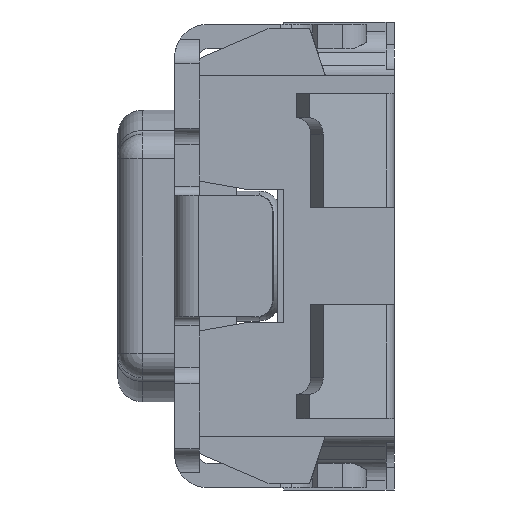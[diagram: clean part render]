
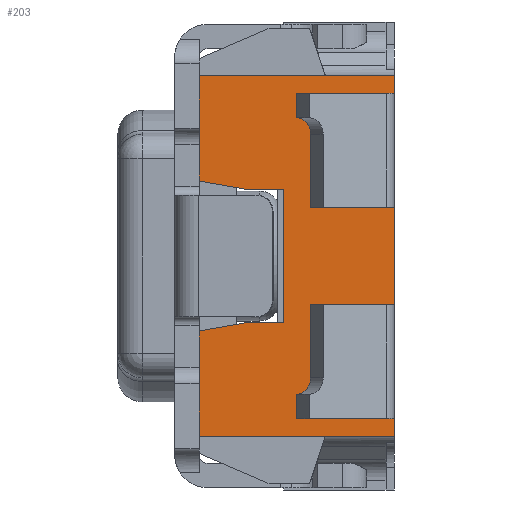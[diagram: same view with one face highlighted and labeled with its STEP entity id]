
A CAD part, left-side view. The second image highlights one B-rep face of the part: STEP entity #203.
In plain terms, the highlighted planar face has unit normal (-1, 0, 0).
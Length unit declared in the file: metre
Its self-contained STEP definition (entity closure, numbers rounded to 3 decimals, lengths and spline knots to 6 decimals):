
#203 = ADVANCED_FACE( '', ( #795 ), #796, .F. );
#795 = FACE_OUTER_BOUND( '', #1676, .T. );
#796 = PLANE( '', #1677 );
#1676 = EDGE_LOOP( '', ( #3579, #3580, #3581, #3582, #3583, #3584, #3585, #3586, #3587, #3588, #3589, #3590, #3591, #3592, #3593, #3594, #3595, #3596, #3597, #3598 ) );
#1677 = AXIS2_PLACEMENT_3D( '', #3599, #3600, #3601 );
#3579 = ORIENTED_EDGE( '', *, *, #6740, .T. );
#3580 = ORIENTED_EDGE( '', *, *, #6741, .T. );
#3581 = ORIENTED_EDGE( '', *, *, #6742, .T. );
#3582 = ORIENTED_EDGE( '', *, *, #6743, .T. );
#3583 = ORIENTED_EDGE( '', *, *, #6717, .T. );
#3584 = ORIENTED_EDGE( '', *, *, #6744, .T. );
#3585 = ORIENTED_EDGE( '', *, *, #6745, .T. );
#3586 = ORIENTED_EDGE( '', *, *, #6746, .T. );
#3587 = ORIENTED_EDGE( '', *, *, #6747, .T. );
#3588 = ORIENTED_EDGE( '', *, *, #6748, .T. );
#3589 = ORIENTED_EDGE( '', *, *, #6749, .T. );
#3590 = ORIENTED_EDGE( '', *, *, #6750, .T. );
#3591 = ORIENTED_EDGE( '', *, *, #6751, .T. );
#3592 = ORIENTED_EDGE( '', *, *, #6752, .T. );
#3593 = ORIENTED_EDGE( '', *, *, #6753, .T. );
#3594 = ORIENTED_EDGE( '', *, *, #6754, .T. );
#3595 = ORIENTED_EDGE( '', *, *, #6755, .T. );
#3596 = ORIENTED_EDGE( '', *, *, #6756, .T. );
#3597 = ORIENTED_EDGE( '', *, *, #6757, .T. );
#3598 = ORIENTED_EDGE( '', *, *, #6090, .T. );
#3599 = CARTESIAN_POINT( '', ( 0.418787, 0.057866, 0.044595 ) );
#3600 = DIRECTION( '', ( 1., 0., 0. ) );
#3601 = DIRECTION( '', ( 0., 1., 0. ) );
#6090 = EDGE_CURVE( '', #7392, #7397, #7399, .T. );
#6717 = EDGE_CURVE( '', #8531, #8139, #8532, .T. );
#6740 = EDGE_CURVE( '', #7397, #8572, #8573, .T. );
#6741 = EDGE_CURVE( '', #8572, #8574, #8575, .T. );
#6742 = EDGE_CURVE( '', #8574, #8576, #8577, .T. );
#6743 = EDGE_CURVE( '', #8576, #8531, #8578, .T. );
#6744 = EDGE_CURVE( '', #8139, #8579, #8580, .T. );
#6745 = EDGE_CURVE( '', #8579, #8581, #8582, .T. );
#6746 = EDGE_CURVE( '', #8581, #8583, #8584, .T. );
#6747 = EDGE_CURVE( '', #8583, #8585, #8586, .T. );
#6748 = EDGE_CURVE( '', #8585, #8587, #8588, .T. );
#6749 = EDGE_CURVE( '', #8587, #8589, #8590, .T. );
#6750 = EDGE_CURVE( '', #8589, #8591, #8592, .T. );
#6751 = EDGE_CURVE( '', #8591, #8593, #8594, .T. );
#6752 = EDGE_CURVE( '', #8593, #8595, #8596, .T. );
#6753 = EDGE_CURVE( '', #8595, #8597, #8598, .T. );
#6754 = EDGE_CURVE( '', #8597, #8599, #8600, .T. );
#6755 = EDGE_CURVE( '', #8599, #8601, #8602, .T. );
#6756 = EDGE_CURVE( '', #8601, #7985, #8603, .T. );
#6757 = EDGE_CURVE( '', #7985, #7392, #8604, .T. );
#7392 = VERTEX_POINT( '', #9525 );
#7397 = VERTEX_POINT( '', #9532 );
#7399 = LINE( '', #9535, #9536 );
#7985 = VERTEX_POINT( '', #10394 );
#8139 = VERTEX_POINT( '', #10626 );
#8531 = VERTEX_POINT( '', #11244 );
#8532 = LINE( '', #11245, #11246 );
#8572 = VERTEX_POINT( '', #11301 );
#8573 = LINE( '', #11302, #11303 );
#8574 = VERTEX_POINT( '', #11304 );
#8575 = LINE( '', #11305, #11306 );
#8576 = VERTEX_POINT( '', #11307 );
#8577 = LINE( '', #11308, #11309 );
#8578 = LINE( '', #11310, #11311 );
#8579 = VERTEX_POINT( '', #11312 );
#8580 = LINE( '', #11313, #11314 );
#8581 = VERTEX_POINT( '', #11315 );
#8582 = LINE( '', #11316, #11317 );
#8583 = VERTEX_POINT( '', #11318 );
#8584 = LINE( '', #11319, #11320 );
#8585 = VERTEX_POINT( '', #11321 );
#8586 = LINE( '', #11322, #11323 );
#8587 = VERTEX_POINT( '', #11324 );
#8588 = LINE( '', #11325, #11326 );
#8589 = VERTEX_POINT( '', #11327 );
#8590 = LINE( '', #11328, #11329 );
#8591 = VERTEX_POINT( '', #11330 );
#8592 = LINE( '', #11331, #11332 );
#8593 = VERTEX_POINT( '', #11333 );
#8594 = LINE( '', #11334, #11335 );
#8595 = VERTEX_POINT( '', #11336 );
#8596 = LINE( '', #11337, #11338 );
#8597 = VERTEX_POINT( '', #11339 );
#8598 = LINE( '', #11340, #11341 );
#8599 = VERTEX_POINT( '', #11342 );
#8600 = LINE( '', #11343, #11344 );
#8601 = VERTEX_POINT( '', #11345 );
#8602 = LINE( '', #11346, #11347 );
#8603 = LINE( '', #11348, #11349 );
#8604 = LINE( '', #11350, #11351 );
#9525 = CARTESIAN_POINT( '', ( 0.418787, 0.054466, 0.046531 ) );
#9532 = CARTESIAN_POINT( '', ( 0.418787, 0.054176, 0.04648 ) );
#9535 = CARTESIAN_POINT( '', ( 0.418787, 0.054466, 0.046531 ) );
#9536 = VECTOR( '', #12633, 1. );
#10394 = CARTESIAN_POINT( '', ( 0.418787, 0.054466, 0.046855 ) );
#10626 = CARTESIAN_POINT( '', ( 0.418787, 0.054466, 0.045285 ) );
#11244 = CARTESIAN_POINT( '', ( 0.418787, 0.054466, 0.045609 ) );
#11245 = CARTESIAN_POINT( '', ( 0.418787, 0.054466, 0.045609 ) );
#11246 = VECTOR( '', #13523, 1. );
#11301 = CARTESIAN_POINT( '', ( 0.418787, 0.053946, 0.04648 ) );
#11302 = CARTESIAN_POINT( '', ( 0.418787, 0.054176, 0.04648 ) );
#11303 = VECTOR( '', #13560, 1. );
#11304 = CARTESIAN_POINT( '', ( 0.418787, 0.053946, 0.04566 ) );
#11305 = CARTESIAN_POINT( '', ( 0.418787, 0.053946, 0.04648 ) );
#11306 = VECTOR( '', #13561, 1. );
#11307 = CARTESIAN_POINT( '', ( 0.418787, 0.054176, 0.04566 ) );
#11308 = CARTESIAN_POINT( '', ( 0.418787, 0.053946, 0.04566 ) );
#11309 = VECTOR( '', #13562, 1. );
#11310 = CARTESIAN_POINT( '', ( 0.418787, 0.054176, 0.04566 ) );
#11311 = VECTOR( '', #13563, 1. );
#11312 = CARTESIAN_POINT( '', ( 0.418787, 0.054466, 0.04496 ) );
#11313 = CARTESIAN_POINT( '', ( 0.418787, 0.054466, 0.045285 ) );
#11314 = VECTOR( '', #13564, 1. );
#11315 = CARTESIAN_POINT( '', ( 0.418787, 0.053266, 0.04496 ) );
#11316 = CARTESIAN_POINT( '', ( 0.418787, 0.054466, 0.04496 ) );
#11317 = VECTOR( '', #13565, 1. );
#11318 = CARTESIAN_POINT( '', ( 0.418787, 0.053266, 0.04507 ) );
#11319 = CARTESIAN_POINT( '', ( 0.418787, 0.053266, 0.04496 ) );
#11320 = VECTOR( '', #13566, 1. );
#11321 = CARTESIAN_POINT( '', ( 0.418787, 0.053416, 0.04507 ) );
#11322 = CARTESIAN_POINT( '', ( 0.418787, 0.053266, 0.04507 ) );
#11323 = VECTOR( '', #13567, 1. );
#11324 = CARTESIAN_POINT( '', ( 0.418787, 0.053416, 0.04577 ) );
#11325 = CARTESIAN_POINT( '', ( 0.418787, 0.053416, 0.04507 ) );
#11326 = VECTOR( '', #13568, 1. );
#11327 = CARTESIAN_POINT( '', ( 0.418787, 0.053266, 0.04577 ) );
#11328 = CARTESIAN_POINT( '', ( 0.418787, 0.053416, 0.04577 ) );
#11329 = VECTOR( '', #13569, 1. );
#11330 = CARTESIAN_POINT( '', ( 0.418787, 0.053266, 0.04637 ) );
#11331 = CARTESIAN_POINT( '', ( 0.418787, 0.053266, 0.04577 ) );
#11332 = VECTOR( '', #13570, 1. );
#11333 = CARTESIAN_POINT( '', ( 0.418787, 0.053416, 0.04637 ) );
#11334 = CARTESIAN_POINT( '', ( 0.418787, 0.053266, 0.04637 ) );
#11335 = VECTOR( '', #13571, 1. );
#11336 = CARTESIAN_POINT( '', ( 0.418787, 0.053416, 0.04707 ) );
#11337 = CARTESIAN_POINT( '', ( 0.418787, 0.053416, 0.04637 ) );
#11338 = VECTOR( '', #13572, 1. );
#11339 = CARTESIAN_POINT( '', ( 0.418787, 0.053266, 0.04707 ) );
#11340 = CARTESIAN_POINT( '', ( 0.418787, 0.053416, 0.04707 ) );
#11341 = VECTOR( '', #13573, 1. );
#11342 = CARTESIAN_POINT( '', ( 0.418787, 0.053266, 0.04718 ) );
#11343 = CARTESIAN_POINT( '', ( 0.418787, 0.053266, 0.04707 ) );
#11344 = VECTOR( '', #13574, 1. );
#11345 = CARTESIAN_POINT( '', ( 0.418787, 0.054466, 0.04718 ) );
#11346 = CARTESIAN_POINT( '', ( 0.418787, 0.053266, 0.04718 ) );
#11347 = VECTOR( '', #13575, 1. );
#11348 = CARTESIAN_POINT( '', ( 0.418787, 0.054466, 0.04718 ) );
#11349 = VECTOR( '', #13576, 1. );
#11350 = CARTESIAN_POINT( '', ( 0.418787, 0.054466, 0.046855 ) );
#11351 = VECTOR( '', #13577, 1. );
#12633 = DIRECTION( '', ( 0., -0.985, -0.174 ) );
#13523 = DIRECTION( '', ( 0., 0., -1. ) );
#13560 = DIRECTION( '', ( 0., -1., 0. ) );
#13561 = DIRECTION( '', ( 0., 0., -1. ) );
#13562 = DIRECTION( '', ( 0., 1., 0. ) );
#13563 = DIRECTION( '', ( 0., 0.985, -0.174 ) );
#13564 = DIRECTION( '', ( 0., 0., -1. ) );
#13565 = DIRECTION( '', ( 0., -1., 0. ) );
#13566 = DIRECTION( '', ( 0., 0., 1. ) );
#13567 = DIRECTION( '', ( 0., 1., 0. ) );
#13568 = DIRECTION( '', ( 0., 0., 1. ) );
#13569 = DIRECTION( '', ( 0., -1., 0. ) );
#13570 = DIRECTION( '', ( 0., 0., 1. ) );
#13571 = DIRECTION( '', ( 0., 1., 0. ) );
#13572 = DIRECTION( '', ( 0., 0., 1. ) );
#13573 = DIRECTION( '', ( 0., -1., 0. ) );
#13574 = DIRECTION( '', ( 0., 0., 1. ) );
#13575 = DIRECTION( '', ( 0., 1., 0. ) );
#13576 = DIRECTION( '', ( 0., 0., -1. ) );
#13577 = DIRECTION( '', ( 0., 0., -1. ) );
